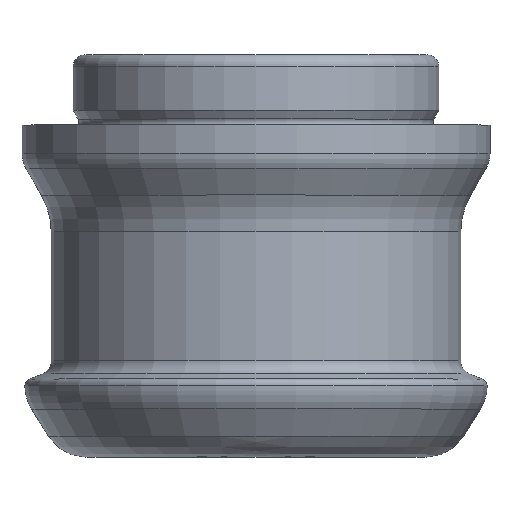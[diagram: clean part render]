
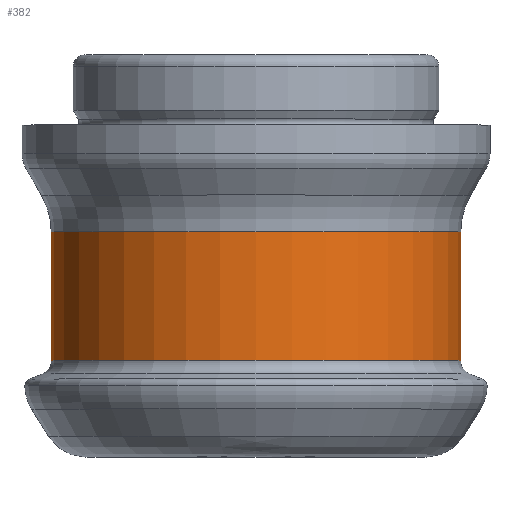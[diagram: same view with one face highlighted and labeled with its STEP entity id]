
A CAD part, top view. The second image highlights one B-rep face of the part: STEP entity #382.
In plain terms, the highlighted cylindrical face has radius 14 mm (diameter 28 mm), a full revolution.
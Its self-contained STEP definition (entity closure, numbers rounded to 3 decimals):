
#12 = ORIENTED_EDGE ( 'NONE', *, *, #48, .T. ) ;
#48 = EDGE_CURVE ( 'NONE', #88, #88, #543, .T. ) ;
#68 = AXIS2_PLACEMENT_3D ( 'NONE', #107, #374, #493 ) ;
#72 = EDGE_CURVE ( 'NONE', #82, #82, #555, .T. ) ;
#82 = VERTEX_POINT ( 'NONE', #523 ) ;
#88 = VERTEX_POINT ( 'NONE', #409 ) ;
#107 = CARTESIAN_POINT ( 'NONE',  ( 0., 15.396, 0. ) ) ;
#155 = CARTESIAN_POINT ( 'NONE',  ( 0., 39.647, 0. ) ) ;
#156 = CARTESIAN_POINT ( 'NONE',  ( 0., 6.602, 0. ) ) ;
#163 = DIRECTION ( 'NONE',  ( 0., 0., 1. ) ) ;
#165 = DIRECTION ( 'NONE',  ( 0., 1., 0. ) ) ;
#197 = AXIS2_PLACEMENT_3D ( 'NONE', #156, #589, #163 ) ;
#231 = EDGE_LOOP ( 'NONE', ( #12 ) ) ;
#250 = ORIENTED_EDGE ( 'NONE', *, *, #72, .F. ) ;
#327 = CYLINDRICAL_SURFACE ( 'NONE', #516, 14. ) ;
#374 = DIRECTION ( 'NONE',  ( 0., 1., 0. ) ) ;
#382 = ADVANCED_FACE ( 'NONE', ( #640, #546 ), #327, .T. ) ;
#409 = CARTESIAN_POINT ( 'NONE',  ( 0., 6.602, 14. ) ) ;
#493 = DIRECTION ( 'NONE',  ( 0., 0., 1. ) ) ;
#510 = EDGE_LOOP ( 'NONE', ( #250 ) ) ;
#516 = AXIS2_PLACEMENT_3D ( 'NONE', #155, #165, #533 ) ;
#523 = CARTESIAN_POINT ( 'NONE',  ( 0., 15.396, 14. ) ) ;
#533 = DIRECTION ( 'NONE',  ( 0., 0., 1. ) ) ;
#543 = CIRCLE ( 'NONE', #197, 14. ) ;
#546 = FACE_OUTER_BOUND ( 'NONE', #231, .T. ) ;
#555 = CIRCLE ( 'NONE', #68, 14. ) ;
#589 = DIRECTION ( 'NONE',  ( 0., 1., 0. ) ) ;
#640 = FACE_OUTER_BOUND ( 'NONE', #510, .T. ) ;
